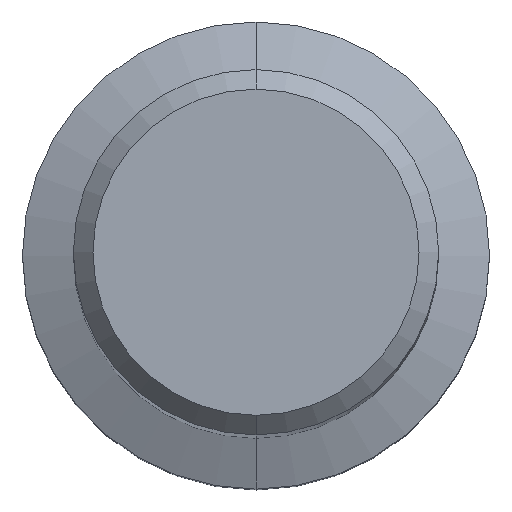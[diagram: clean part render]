
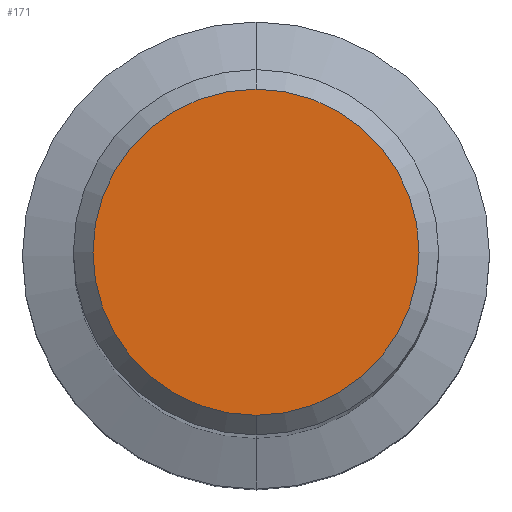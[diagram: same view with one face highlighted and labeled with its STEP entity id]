
A CAD part, top view. The second image highlights one B-rep face of the part: STEP entity #171.
In plain terms, the highlighted planar face has unit normal (0, 0, 1).
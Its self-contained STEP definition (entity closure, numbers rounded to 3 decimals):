
#127=EDGE_CURVE('',#295,#195,#326,.T.);
#171=ADVANCED_FACE('',(#378),#379,.T.);
#173=EDGE_CURVE('',#195,#295,#381,.T.);
#195=VERTEX_POINT('',#407);
#295=VERTEX_POINT('',#517);
#326=CIRCLE('',#544,6.65);
#378=FACE_OUTER_BOUND('',#605,.T.);
#379=PLANE('',#606);
#381=CIRCLE('',#609,6.65);
#407=CARTESIAN_POINT('',(0.0,6.65,0.0));
#517=CARTESIAN_POINT('',(0.,-6.65,0.0));
#544=AXIS2_PLACEMENT_3D('',#800,#801,#802);
#605=EDGE_LOOP('',(#889,#890));
#606=AXIS2_PLACEMENT_3D('',#891,#892,#893);
#609=AXIS2_PLACEMENT_3D('',#894,#895,#896);
#800=CARTESIAN_POINT('',(0.0,0.0,0.0));
#801=DIRECTION('',(0.0,0.0,-1.0));
#802=DIRECTION('',(0.0,1.0,0.0));
#889=ORIENTED_EDGE('',*,*,#173,.F.);
#890=ORIENTED_EDGE('',*,*,#127,.F.);
#891=CARTESIAN_POINT('',(0.0,3.325,0.0));
#892=DIRECTION('',(-0.0,0.0,1.0));
#893=DIRECTION('',(0.0,-1.0,0.0));
#894=CARTESIAN_POINT('',(0.0,0.0,0.0));
#895=DIRECTION('',(0.0,0.0,-1.0));
#896=DIRECTION('',(0.0,1.0,0.0));
